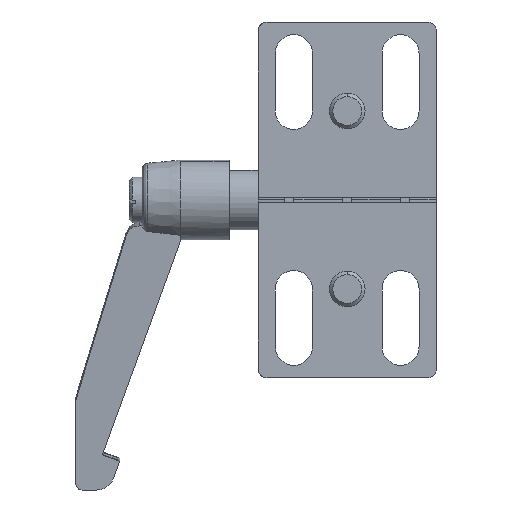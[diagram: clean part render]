
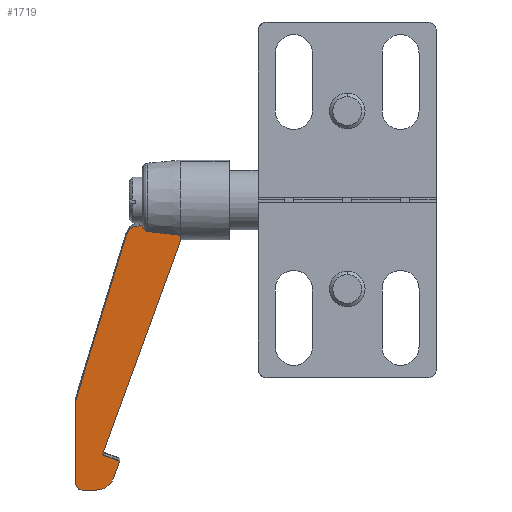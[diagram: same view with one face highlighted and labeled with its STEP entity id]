
A CAD part, left-side view. The second image highlights one B-rep face of the part: STEP entity #1719.
In plain terms, the highlighted face is planar.
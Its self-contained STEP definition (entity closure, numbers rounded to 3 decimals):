
#25 = EDGE_CURVE ( 'NONE', #2092, #6040, #3853, .T. ) ;
#224 = CARTESIAN_POINT ( 'NONE',  ( 0.749, 60.99, -43.012 ) ) ;
#367 = DIRECTION ( 'NONE',  ( 0.182, -0.292, 0.939 ) ) ;
#445 = EDGE_CURVE ( 'NONE', #6040, #1825, #2574, .T. ) ;
#447 = CARTESIAN_POINT ( 'NONE',  ( 8.002, 44.828, -5.701 ) ) ;
#464 = AXIS2_PLACEMENT_3D ( 'NONE', #1849, #5643, #5117 ) ;
#510 = VERTEX_POINT ( 'NONE', #2981 ) ;
#521 = CARTESIAN_POINT ( 'NONE',  ( 9.288, 60.99, 0.916 ) ) ;
#532 = ORIENTED_EDGE ( 'NONE', *, *, #2460, .F. ) ;
#555 = EDGE_CURVE ( 'NONE', #1825, #510, #3665, .T. ) ;
#754 = CARTESIAN_POINT ( 'NONE',  ( -1.607, 54.996, -55.133 ) ) ;
#768 = FACE_OUTER_BOUND ( 'NONE', #4817, .T. ) ;
#825 = CARTESIAN_POINT ( 'NONE',  ( -2.352, 56.31, -58.963 ) ) ;
#834 = CARTESIAN_POINT ( 'NONE',  ( -3.115, 56.31, -62.89 ) ) ;
#873 = AXIS2_PLACEMENT_3D ( 'NONE', #825, #3568, #4021 ) ;
#996 = CARTESIAN_POINT ( 'NONE',  ( 8.106, 45.721, -5.167 ) ) ;
#1064 = VERTEX_POINT ( 'NONE', #2973 ) ;
#1084 = LINE ( 'NONE', #5350, #3648 ) ;
#1109 = VERTEX_POINT ( 'NONE', #754 ) ;
#1286 = CARTESIAN_POINT ( 'NONE',  ( 7.835, 37.49, -6.557 ) ) ;
#1312 = VECTOR ( 'NONE', #4935, 1000. ) ;
#1357 = CARTESIAN_POINT ( 'NONE',  ( 7.666, 46.77, -7.428 ) ) ;
#1443 = DIRECTION ( 'NONE',  ( -0.179, 0.342, -0.922 ) ) ;
#1534 = CARTESIAN_POINT ( 'NONE',  ( 8.006, 44.982, -5.682 ) ) ;
#1581 = CARTESIAN_POINT ( 'NONE',  ( 8.239, 46.026, -4.483 ) ) ;
#1680 = DIRECTION ( 'NONE',  ( 0.191, 0., 0.982 ) ) ;
#1719 = ADVANCED_FACE ( 'NONE', ( #768 ), #4582, .F. ) ;
#1825 = VERTEX_POINT ( 'NONE', #4627 ) ;
#1849 = CARTESIAN_POINT ( 'NONE',  ( 9.288, 19.99, 0.916 ) ) ;
#1913 = ORIENTED_EDGE ( 'NONE', *, *, #445, .F. ) ;
#1938 = ORIENTED_EDGE ( 'NONE', *, *, #5636, .F. ) ;
#1970 = ORIENTED_EDGE ( 'NONE', *, *, #6483, .F. ) ;
#1977 = CARTESIAN_POINT ( 'NONE',  ( 0.749, 60.99, -43.012 ) ) ;
#2002 = VECTOR ( 'NONE', #5339, 1000. ) ;
#2071 = LINE ( 'NONE', #4959, #1312 ) ;
#2092 = VERTEX_POINT ( 'NONE', #224 ) ;
#2190 = CARTESIAN_POINT ( 'NONE',  ( -1.875, 51.143, -56.509 ) ) ;
#2219 = CARTESIAN_POINT ( 'NONE',  ( 7.571, 37.49, -7.919 ) ) ;
#2254 = LINE ( 'NONE', #5247, #5631 ) ;
#2348 = LINE ( 'NONE', #3032, #4369 ) ;
#2427 = ORIENTED_EDGE ( 'NONE', *, *, #5149, .F. ) ;
#2439 = ORIENTED_EDGE ( 'NONE', *, *, #5848, .F. ) ;
#2449 = CARTESIAN_POINT ( 'NONE',  ( -2.848, 60.99, -61.515 ) ) ;
#2460 = EDGE_CURVE ( 'NONE', #4247, #1064, #1084, .T. ) ;
#2484 = VECTOR ( 'NONE', #4122, 1000. ) ;
#2574 = CIRCLE ( 'NONE', #4222, 3. ) ;
#2859 = LINE ( 'NONE', #521, #6633 ) ;
#2899 = VERTEX_POINT ( 'NONE', #2449 ) ;
#2973 = CARTESIAN_POINT ( 'NONE',  ( -3.115, 59.59, -62.89 ) ) ;
#2981 = CARTESIAN_POINT ( 'NONE',  ( 8.239, 46.026, -4.483 ) ) ;
#3032 = CARTESIAN_POINT ( 'NONE',  ( 7.571, 37.49, -7.919 ) ) ;
#3051 = VERTEX_POINT ( 'NONE', #5773 ) ;
#3064 = DIRECTION ( 'NONE',  ( -0.191, 0., -0.982 ) ) ;
#3178 = CARTESIAN_POINT ( 'NONE',  ( -1.875, 51.143, -56.509 ) ) ;
#3384 = ORIENTED_EDGE ( 'NONE', *, *, #4522, .F. ) ;
#3526 = B_SPLINE_CURVE_WITH_KNOTS ( 'NONE', 3,
 ( #1581, #5306, #3766, #5836, #996, #6373, #4253, #4798, #1534, #447 ),
 .UNSPECIFIED., .F., .F.,
 ( 4, 2, 2, 2, 4 ),
 ( 0., 0., 0.001, 0.001, 0.002 ),
 .UNSPECIFIED. ) ;
#3568 = DIRECTION ( 'NONE',  ( 0.982, 0., -0.191 ) ) ;
#3626 = DIRECTION ( 'NONE',  ( -0.191, 0., -0.982 ) ) ;
#3648 = VECTOR ( 'NONE', #3817, 1000. ) ;
#3665 = LINE ( 'NONE', #6767, #2484 ) ;
#3724 = CARTESIAN_POINT ( 'NONE',  ( 7.834, 49.639, -6.567 ) ) ;
#3730 = VERTEX_POINT ( 'NONE', #4671 ) ;
#3766 = CARTESIAN_POINT ( 'NONE',  ( 8.183, 45.941, -4.771 ) ) ;
#3817 = DIRECTION ( 'NONE',  ( 0., 1., 0. ) ) ;
#3853 = LINE ( 'NONE', #1977, #4190 ) ;
#4021 = DIRECTION ( 'NONE',  ( -0.191, 0., -0.982 ) ) ;
#4093 = EDGE_CURVE ( 'NONE', #1109, #4638, #2071, .T. ) ;
#4122 = DIRECTION ( 'NONE',  ( 0., -1., 0. ) ) ;
#4152 = ORIENTED_EDGE ( 'NONE', *, *, #6041, .F. ) ;
#4190 = VECTOR ( 'NONE', #367, 1000. ) ;
#4222 = AXIS2_PLACEMENT_3D ( 'NONE', #1357, #6188, #5669 ) ;
#4247 = VERTEX_POINT ( 'NONE', #834 ) ;
#4253 = CARTESIAN_POINT ( 'NONE',  ( 8.043, 45.396, -5.488 ) ) ;
#4356 = ORIENTED_EDGE ( 'NONE', *, *, #25, .F. ) ;
#4369 = VECTOR ( 'NONE', #1443, 1000. ) ;
#4445 = VERTEX_POINT ( 'NONE', #2219 ) ;
#4501 = ORIENTED_EDGE ( 'NONE', *, *, #4093, .F. ) ;
#4521 = CARTESIAN_POINT ( 'NONE',  ( 7.945, 42.382, -5.992 ) ) ;
#4522 = EDGE_CURVE ( 'NONE', #3051, #4247, #6089, .T. ) ;
#4582 = PLANE ( 'NONE',  #464 ) ;
#4622 = ORIENTED_EDGE ( 'NONE', *, *, #5322, .F. ) ;
#4627 = CARTESIAN_POINT ( 'NONE',  ( 8.239, 46.77, -4.483 ) ) ;
#4638 = VERTEX_POINT ( 'NONE', #2190 ) ;
#4671 = CARTESIAN_POINT ( 'NONE',  ( 7.835, 37.49, -6.557 ) ) ;
#4761 = VERTEX_POINT ( 'NONE', #5295 ) ;
#4798 = CARTESIAN_POINT ( 'NONE',  ( 8.015, 45.129, -5.633 ) ) ;
#4817 = EDGE_LOOP ( 'NONE', ( #6186, #1913, #4356, #4622, #4968, #532, #3384, #2439, #4501, #2427, #1938, #1970, #4152 ) ) ;
#4865 = AXIS2_PLACEMENT_3D ( 'NONE', #6246, #6200, #3064 ) ;
#4935 = DIRECTION ( 'NONE',  ( -0.065, -0.94, -0.336 ) ) ;
#4959 = CARTESIAN_POINT ( 'NONE',  ( -1.607, 54.996, -55.133 ) ) ;
#4968 = ORIENTED_EDGE ( 'NONE', *, *, #6608, .F. ) ;
#5101 = CARTESIAN_POINT ( 'NONE',  ( 8.002, 44.828, -5.701 ) ) ;
#5117 = DIRECTION ( 'NONE',  ( -0.191, 0., -0.982 ) ) ;
#5149 = EDGE_CURVE ( 'NONE', #4445, #1109, #2348, .T. ) ;
#5183 = CIRCLE ( 'NONE', #4865, 1.4 ) ;
#5201 = LINE ( 'NONE', #3178, #2002 ) ;
#5247 = CARTESIAN_POINT ( 'NONE',  ( 9.288, 37.49, 0.916 ) ) ;
#5295 = CARTESIAN_POINT ( 'NONE',  ( 8.002, 44.828, -5.701 ) ) ;
#5306 = CARTESIAN_POINT ( 'NONE',  ( 8.21, 45.991, -4.63 ) ) ;
#5322 = EDGE_CURVE ( 'NONE', #2899, #2092, #2859, .T. ) ;
#5339 = DIRECTION ( 'NONE',  ( -0.179, 0.342, -0.922 ) ) ;
#5350 = CARTESIAN_POINT ( 'NONE',  ( -3.115, 19.99, -62.89 ) ) ;
#5599 = CARTESIAN_POINT ( 'NONE',  ( 7.89, 39.937, -6.277 ) ) ;
#5631 = VECTOR ( 'NONE', #3626, 1000. ) ;
#5636 = EDGE_CURVE ( 'NONE', #3730, #4445, #2254, .T. ) ;
#5643 = DIRECTION ( 'NONE',  ( 0.982, 0., -0.191 ) ) ;
#5669 = DIRECTION ( 'NONE',  ( -0.191, 0., -0.982 ) ) ;
#5773 = CARTESIAN_POINT ( 'NONE',  ( -2.613, 52.551, -60.306 ) ) ;
#5836 = CARTESIAN_POINT ( 'NONE',  ( 8.131, 45.807, -5.039 ) ) ;
#5848 = EDGE_CURVE ( 'NONE', #4638, #3051, #5201, .T. ) ;
#6040 = VERTEX_POINT ( 'NONE', #3724 ) ;
#6041 = EDGE_CURVE ( 'NONE', #510, #4761, #3526, .T. ) ;
#6056 = B_SPLINE_CURVE_WITH_KNOTS ( 'NONE', 3,
 ( #5101, #4521, #5599, #1286 ),
 .UNSPECIFIED., .F., .F.,
 ( 4, 4 ),
 ( 0., 0.007 ),
 .UNSPECIFIED. ) ;
#6089 = CIRCLE ( 'NONE', #873, 4. ) ;
#6186 = ORIENTED_EDGE ( 'NONE', *, *, #555, .F. ) ;
#6188 = DIRECTION ( 'NONE',  ( 0.982, 0., -0.191 ) ) ;
#6200 = DIRECTION ( 'NONE',  ( 0.982, 0., -0.191 ) ) ;
#6246 = CARTESIAN_POINT ( 'NONE',  ( -2.848, 59.59, -61.515 ) ) ;
#6373 = CARTESIAN_POINT ( 'NONE',  ( 8.062, 45.517, -5.39 ) ) ;
#6483 = EDGE_CURVE ( 'NONE', #4761, #3730, #6056, .T. ) ;
#6608 = EDGE_CURVE ( 'NONE', #1064, #2899, #5183, .T. ) ;
#6633 = VECTOR ( 'NONE', #1680, 1000. ) ;
#6767 = CARTESIAN_POINT ( 'NONE',  ( 8.239, 46.77, -4.483 ) ) ;
